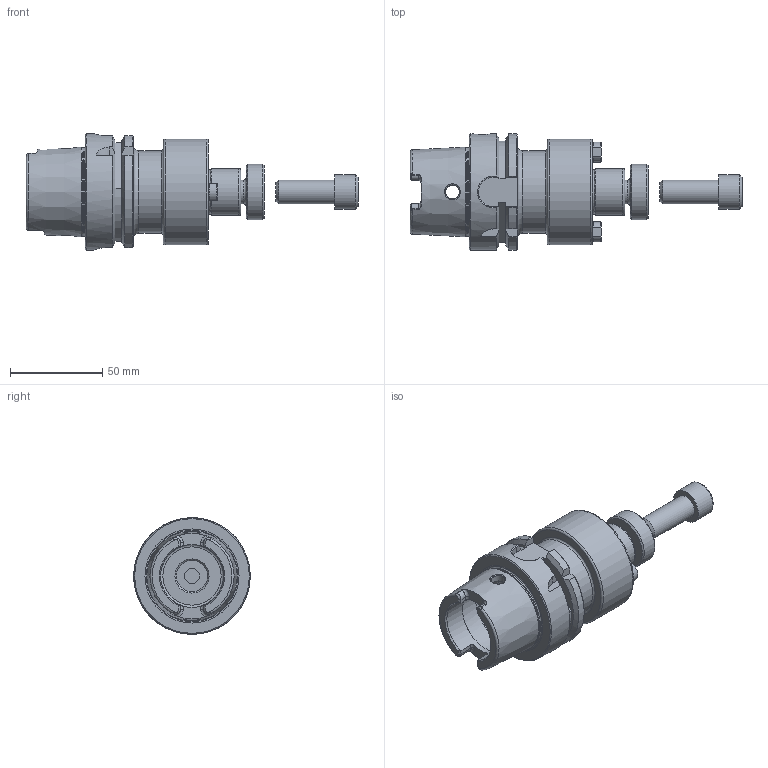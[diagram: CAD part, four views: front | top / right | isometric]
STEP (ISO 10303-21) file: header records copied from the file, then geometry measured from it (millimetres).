
FILE_DESCRIPTION((''),'2;1');
FILE_NAME('H63-10SM2.stp','2014-08-20T16:28:30',('kaykin'),(''),'Autodesk Inventor 2012','Autodesk Inventor 2012','');
FILE_SCHEMA(('AUTOMOTIVE_DESIGN { 1 0 10303 214 1 1 1 1 }'));
Length unit declared in the file: inch
Products named in the file (5): H63-10SM2; 10KY; 10LS; 028-188
Assembly tree (5 placements, depth 2):
  H63-10SM2
    H63-10SM2
    10KY  x2
    10LS
    028-188
Bounding box: 179.52 x 63 x 63 mm (x, y, z)
Volume: 188157 mm3; surface area: 42610.9 mm2
Topology: 5 solids, 5 shells, 226 faces, 543 edges, 342 vertices
Faces by surface type: plane 88, cylinder 57, cone 51, torus 19, bspline 11
Full cylindrical faces by diameter (mm): 3.048 x2, 7.5 x2, 7.925 x1, 8.4 x1, 8.636 x2, 9.004 x2, 9.512 x2, 9.652 x2, 10 x1, 11.328 x1, 12.7 x2, 13.716 x1, 16.916 x1, 18.872 x1, 19.016 x1, 23.866 x1, 25.39 x1, 29.972 x1, 34 x2, 40 x1, 44.45 x1, 48.041 x1, 57.15 x1, 63 x1
Entity records: 6451 total; most frequent: CARTESIAN_POINT 1976, DIRECTION 869, ORIENTED_EDGE 830, EDGE_CURVE 415, AXIS2_PLACEMENT_3D 363, EDGE_LOOP 297, VERTEX_POINT 296, FACE_OUTER_BOUND 208
